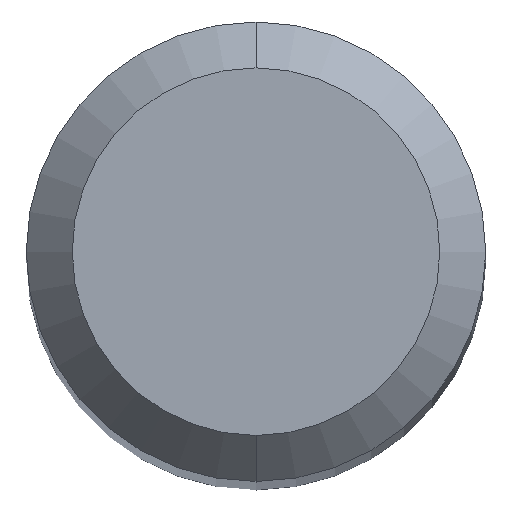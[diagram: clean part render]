
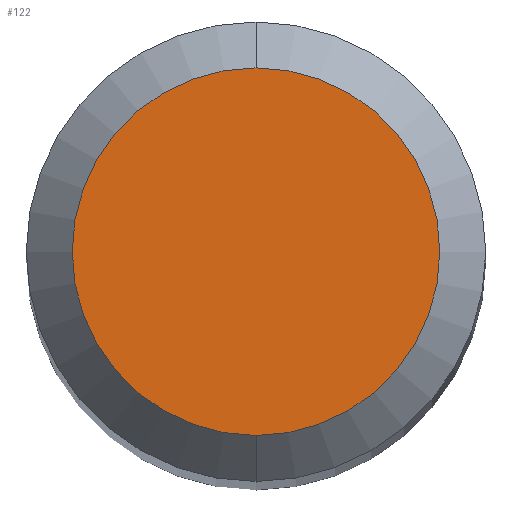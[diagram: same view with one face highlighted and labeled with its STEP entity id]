
A CAD part, top view. The second image highlights one B-rep face of the part: STEP entity #122.
In plain terms, the highlighted planar face has unit normal (0, 0, 1).
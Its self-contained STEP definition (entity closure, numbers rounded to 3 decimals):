
#118=VERTEX_POINT('',#272);
#122=ADVANCED_FACE('',(#276),#277,.T.);
#130=EDGE_CURVE('',#118,#230,#285,.T.);
#184=EDGE_CURVE('',#230,#118,#349,.T.);
#230=VERTEX_POINT('',#401);
#272=CARTESIAN_POINT('',(0.,-1.2,0.0));
#276=FACE_OUTER_BOUND('',#447,.T.);
#277=PLANE('',#448);
#285=CIRCLE('',#457,1.2);
#349=CIRCLE('',#535,1.2);
#401=CARTESIAN_POINT('',(0.0,1.2,0.0));
#447=EDGE_LOOP('',(#634,#635));
#448=AXIS2_PLACEMENT_3D('',#636,#637,#638);
#457=AXIS2_PLACEMENT_3D('',#643,#644,#645);
#535=AXIS2_PLACEMENT_3D('',#737,#738,#739);
#634=ORIENTED_EDGE('',*,*,#184,.F.);
#635=ORIENTED_EDGE('',*,*,#130,.F.);
#636=CARTESIAN_POINT('',(0.0,0.6,0.0));
#637=DIRECTION('',(-0.0,0.0,1.0));
#638=DIRECTION('',(0.0,-1.0,0.0));
#643=CARTESIAN_POINT('',(0.0,0.0,0.0));
#644=DIRECTION('',(0.0,0.0,-1.0));
#645=DIRECTION('',(0.0,1.0,0.0));
#737=CARTESIAN_POINT('',(0.0,0.0,0.0));
#738=DIRECTION('',(0.0,0.0,-1.0));
#739=DIRECTION('',(0.0,1.0,0.0));
